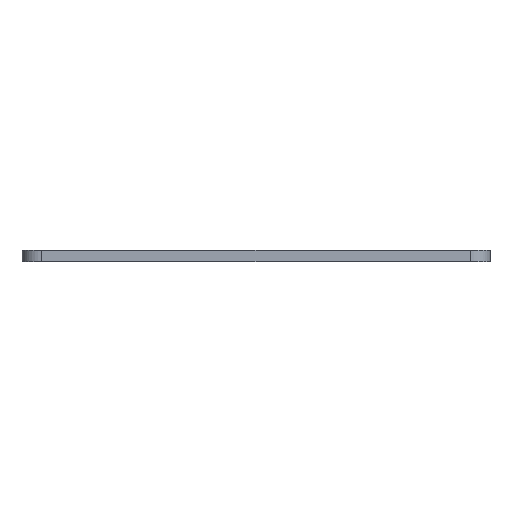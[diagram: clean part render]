
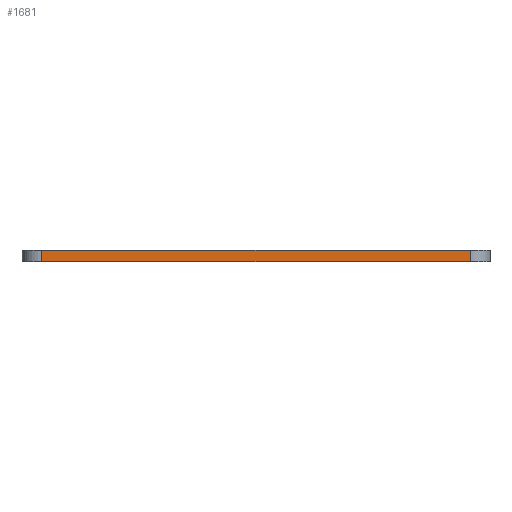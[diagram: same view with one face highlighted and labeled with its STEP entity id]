
A CAD part, front view. The second image highlights one B-rep face of the part: STEP entity #1681.
In plain terms, the highlighted planar face has unit normal (0, -1, 0).
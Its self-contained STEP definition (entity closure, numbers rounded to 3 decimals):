
#45=PLANE('',#1823);
#93=FACE_OUTER_BOUND('',#193,.T.);
#193=EDGE_LOOP('',(#1229,#1230,#1231,#1232));
#295=LINE('',#2471,#467);
#337=LINE('',#2633,#509);
#339=LINE('',#2637,#511);
#340=LINE('',#2638,#512);
#467=VECTOR('',#1963,10.);
#509=VECTOR('',#2085,10.);
#511=VECTOR('',#2089,10.);
#512=VECTOR('',#2090,10.);
#720=VERTEX_POINT('',#2468);
#721=VERTEX_POINT('',#2470);
#801=VERTEX_POINT('',#2631);
#802=VERTEX_POINT('',#2636);
#890=EDGE_CURVE('',#721,#720,#295,.T.);
#971=EDGE_CURVE('',#801,#720,#337,.T.);
#973=EDGE_CURVE('',#802,#801,#339,.T.);
#974=EDGE_CURVE('',#721,#802,#340,.T.);
#1229=ORIENTED_EDGE('',*,*,#971,.F.);
#1230=ORIENTED_EDGE('',*,*,#973,.F.);
#1231=ORIENTED_EDGE('',*,*,#974,.F.);
#1232=ORIENTED_EDGE('',*,*,#890,.T.);
#1681=ADVANCED_FACE('',(#93),#45,.T.);
#1823=AXIS2_PLACEMENT_3D('',#2635,#2087,#2088);
#1963=DIRECTION('',(1.,0.,0.));
#2085=DIRECTION('',(0.,0.,-1.));
#2087=DIRECTION('center_axis',(0.,-1.,0.));
#2088=DIRECTION('ref_axis',(1.,0.,0.));
#2089=DIRECTION('',(1.,0.,0.));
#2090=DIRECTION('',(0.,0.,1.));
#2468=CARTESIAN_POINT('',(93.,-20.,0.));
#2470=CARTESIAN_POINT('',(-15.,-20.,0.));
#2471=CARTESIAN_POINT('',(-20.,-20.,0.));
#2631=CARTESIAN_POINT('',(93.,-20.,3.));
#2633=CARTESIAN_POINT('',(93.,-20.,0.));
#2635=CARTESIAN_POINT('Origin',(-20.,-20.,0.));
#2636=CARTESIAN_POINT('',(-15.,-20.,3.));
#2637=CARTESIAN_POINT('',(-20.,-20.,3.));
#2638=CARTESIAN_POINT('',(-15.,-20.,0.));
